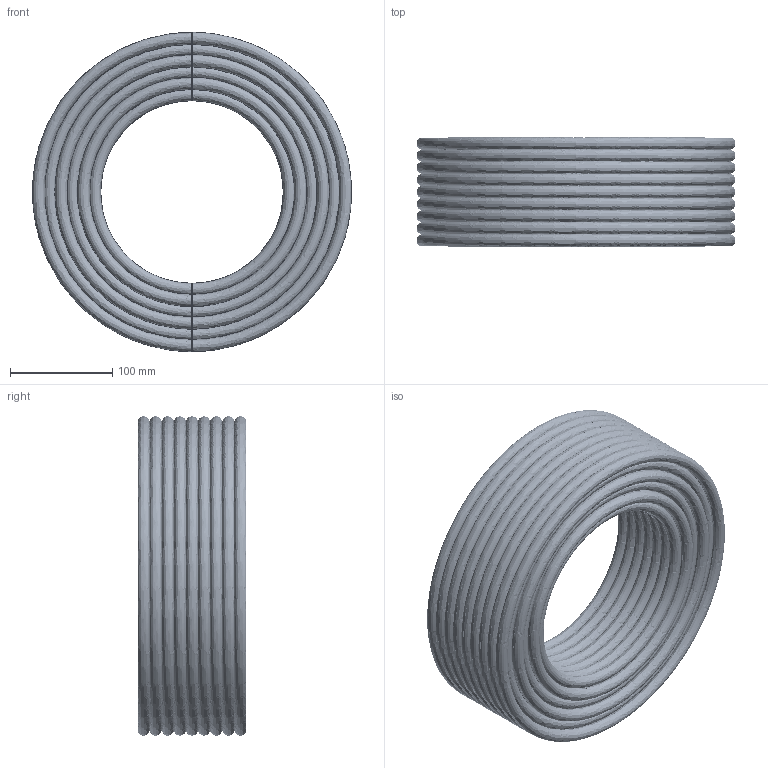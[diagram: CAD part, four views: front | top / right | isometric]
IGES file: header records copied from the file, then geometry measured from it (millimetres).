
Start section: SolidWorks IGES file using analytic representation for surfaces
Global section: file name: NTC RPVC316 3_16 ID Reinforced PVC hose (30m coil).IGS; native system: SolidWorks 2009; preprocessor: SolidWorks 2009; author: cad; date: 091111.141126; units: inch
Bounding box: 311.16 x 106.15 x 311.75 mm (x, y, z)
Surface area: 1897906.2 mm2 (no closed solid volume)
Topology: 0 solids, 0 shells, 376 faces, 1504 edges, 1504 vertices
Faces by surface type: bspline 376
